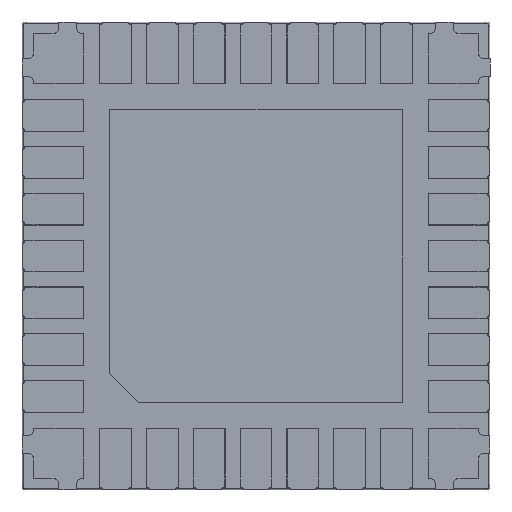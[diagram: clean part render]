
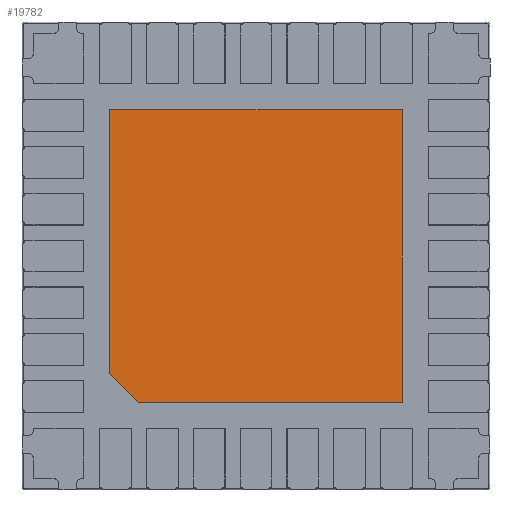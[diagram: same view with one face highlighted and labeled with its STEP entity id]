
A CAD part, front view. The second image highlights one B-rep face of the part: STEP entity #19782.
In plain terms, the highlighted planar face has unit normal (0, -1, 0).
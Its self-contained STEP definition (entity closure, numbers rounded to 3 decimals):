
#270 = CARTESIAN_POINT ( 'NONE',  ( -2.25, 0., -2.25 ) ) ;
#1406 = CARTESIAN_POINT ( 'NONE',  ( -2.5, 0., 2.5 ) ) ;
#1780 = VECTOR ( 'NONE', #7913, 1000. ) ;
#2607 = DIRECTION ( 'NONE',  ( 0., 0., 1. ) ) ;
#2691 = LINE ( 'NONE', #10699, #24324 ) ;
#4763 = CARTESIAN_POINT ( 'NONE',  ( 2.5, 0., 0. ) ) ;
#5237 = CARTESIAN_POINT ( 'NONE',  ( 0., 0., 0. ) ) ;
#5610 = EDGE_CURVE ( 'NONE', #17177, #20333, #2691, .T. ) ;
#6207 = CARTESIAN_POINT ( 'NONE',  ( 2.5, 0., 2.5 ) ) ;
#7503 = CARTESIAN_POINT ( 'NONE',  ( -2.5, 0., 0. ) ) ;
#7913 = DIRECTION ( 'NONE',  ( -1., 0., 0. ) ) ;
#7995 = DIRECTION ( 'NONE',  ( -0.707, 0., 0.707 ) ) ;
#8030 = ORIENTED_EDGE ( 'NONE', *, *, #16856, .F. ) ;
#9856 = LINE ( 'NONE', #270, #31917 ) ;
#10335 = CARTESIAN_POINT ( 'NONE',  ( -2., 0., -2.5 ) ) ;
#10699 = CARTESIAN_POINT ( 'NONE',  ( 0., 0., -2.5 ) ) ;
#13214 = EDGE_CURVE ( 'NONE', #20333, #20060, #9856, .T. ) ;
#13272 = DIRECTION ( 'NONE',  ( 0., 0., 1. ) ) ;
#13604 = VECTOR ( 'NONE', #2607, 1000. ) ;
#13676 = CARTESIAN_POINT ( 'NONE',  ( 2.5, 0., -2.5 ) ) ;
#14407 = VECTOR ( 'NONE', #13272, 1000. ) ;
#15189 = LINE ( 'NONE', #4763, #14407 ) ;
#16856 = EDGE_CURVE ( 'NONE', #20060, #20019, #31232, .T. ) ;
#17094 = EDGE_LOOP ( 'NONE', ( #26047, #18592, #31556, #26922, #8030 ) ) ;
#17177 = VERTEX_POINT ( 'NONE', #13676 ) ;
#18031 = CARTESIAN_POINT ( 'NONE',  ( 0., 0., 2.5 ) ) ;
#18592 = ORIENTED_EDGE ( 'NONE', *, *, #5610, .F. ) ;
#19782 = ADVANCED_FACE ( 'NONE', ( #24109 ), #20734, .F. ) ;
#20019 = VERTEX_POINT ( 'NONE', #1406 ) ;
#20060 = VERTEX_POINT ( 'NONE', #26982 ) ;
#20333 = VERTEX_POINT ( 'NONE', #10335 ) ;
#20654 = LINE ( 'NONE', #18031, #1780 ) ;
#20734 = PLANE ( 'NONE',  #30471 ) ;
#24109 = FACE_OUTER_BOUND ( 'NONE', #17094, .T. ) ;
#24324 = VECTOR ( 'NONE', #28993, 1000. ) ;
#25735 = DIRECTION ( 'NONE',  ( 0., 1., 0. ) ) ;
#26047 = ORIENTED_EDGE ( 'NONE', *, *, #13214, .F. ) ;
#26922 = ORIENTED_EDGE ( 'NONE', *, *, #30914, .T. ) ;
#26982 = CARTESIAN_POINT ( 'NONE',  ( -2.5, 0., -2. ) ) ;
#28576 = DIRECTION ( 'NONE',  ( 0., 0., 1. ) ) ;
#28993 = DIRECTION ( 'NONE',  ( -1., 0., 0. ) ) ;
#30471 = AXIS2_PLACEMENT_3D ( 'NONE', #5237, #25735, #28576 ) ;
#30914 = EDGE_CURVE ( 'NONE', #31596, #20019, #20654, .T. ) ;
#31232 = LINE ( 'NONE', #7503, #13604 ) ;
#31556 = ORIENTED_EDGE ( 'NONE', *, *, #33112, .T. ) ;
#31596 = VERTEX_POINT ( 'NONE', #6207 ) ;
#31917 = VECTOR ( 'NONE', #7995, 1000. ) ;
#33112 = EDGE_CURVE ( 'NONE', #17177, #31596, #15189, .T. ) ;
